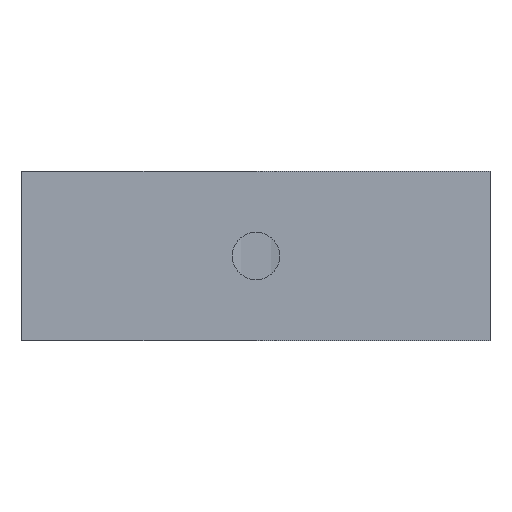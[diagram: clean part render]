
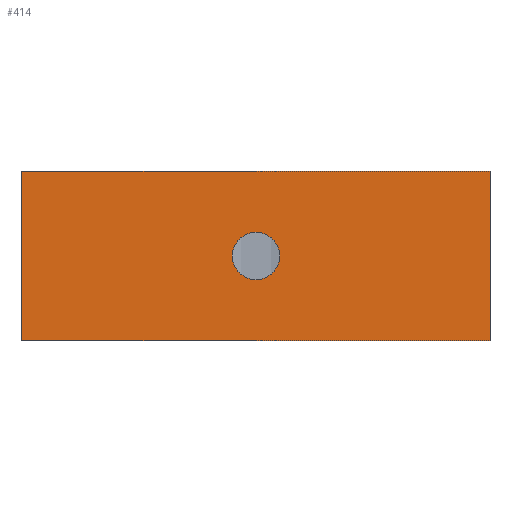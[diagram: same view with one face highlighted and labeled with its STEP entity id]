
A CAD part, front view. The second image highlights one B-rep face of the part: STEP entity #414.
In plain terms, the highlighted planar face has unit normal (0, -1, 0).
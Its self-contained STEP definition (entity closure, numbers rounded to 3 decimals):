
#183 = VERTEX_POINT ( 'NONE', #1381 ) ;
#185 = EDGE_CURVE ( 'NONE', #183, #186, #1380, .T. ) ;
#186 = VERTEX_POINT ( 'NONE', #1375 ) ;
#387 = ORIENTED_EDGE ( 'NONE', *, *, #388, .F. ) ;
#388 = EDGE_CURVE ( 'NONE', #186, #183, #2003, .T. ) ;
#389 = ORIENTED_EDGE ( 'NONE', *, *, #185, .F. ) ;
#390 = EDGE_LOOP ( 'NONE', ( #391, #395, #398, #457 ) ) ;
#391 = ORIENTED_EDGE ( 'NONE', *, *, #392, .T. ) ;
#392 = EDGE_CURVE ( 'NONE', #393, #394, #2058, .T. ) ;
#393 = VERTEX_POINT ( 'NONE', #2054 ) ;
#394 = VERTEX_POINT ( 'NONE', #2053 ) ;
#395 = ORIENTED_EDGE ( 'NONE', *, *, #396, .F. ) ;
#396 = EDGE_CURVE ( 'NONE', #397, #394, #2052, .T. ) ;
#397 = VERTEX_POINT ( 'NONE', #2048 ) ;
#398 = ORIENTED_EDGE ( 'NONE', *, *, #399, .F. ) ;
#399 = EDGE_CURVE ( 'NONE', #400, #397, #2047, .T. ) ;
#400 = VERTEX_POINT ( 'NONE', #2043 ) ;
#414 = ADVANCED_FACE ( 'NONE', ( #2078, #2077 ), #2062, .F. ) ;
#415 = EDGE_LOOP ( 'NONE', ( #387, #389 ) ) ;
#457 = ORIENTED_EDGE ( 'NONE', *, *, #458, .T. ) ;
#458 = EDGE_CURVE ( 'NONE', #400, #393, #2195, .T. ) ;
#1375 = CARTESIAN_POINT ( 'NONE',  ( 38., 0., 0. ) ) ;
#1376 = DIRECTION ( 'NONE',  ( 1., 0., 0. ) ) ;
#1377 = DIRECTION ( 'NONE',  ( 0., -1., 0. ) ) ;
#1378 = CARTESIAN_POINT ( 'NONE',  ( 34.5, 0., 0. ) ) ;
#1379 = AXIS2_PLACEMENT_3D ( 'NONE', #1378, #1377, #1376 ) ;
#1380 = CIRCLE ( 'NONE', #1379, 3.5 ) ;
#1381 = CARTESIAN_POINT ( 'NONE',  ( 31., 0., 0. ) ) ;
#2003 = CIRCLE ( 'NONE', #2061, 3.5 ) ;
#2008 = CARTESIAN_POINT ( 'NONE',  ( 34.5, 0., 0. ) ) ;
#2043 = CARTESIAN_POINT ( 'NONE',  ( 0., 0., 12.5 ) ) ;
#2044 = DIRECTION ( 'NONE',  ( 1., 0., 0. ) ) ;
#2045 = VECTOR ( 'NONE', #2044, 1000. ) ;
#2046 = CARTESIAN_POINT ( 'NONE',  ( 0., 0., 12.5 ) ) ;
#2047 = LINE ( 'NONE', #2046, #2045 ) ;
#2048 = CARTESIAN_POINT ( 'NONE',  ( 69., 0., 12.5 ) ) ;
#2049 = DIRECTION ( 'NONE',  ( 0., 0., -1. ) ) ;
#2050 = VECTOR ( 'NONE', #2049, 1000. ) ;
#2051 = CARTESIAN_POINT ( 'NONE',  ( 69., 0., 12.5 ) ) ;
#2052 = LINE ( 'NONE', #2051, #2050 ) ;
#2053 = CARTESIAN_POINT ( 'NONE',  ( 69., 0., -12.5 ) ) ;
#2054 = CARTESIAN_POINT ( 'NONE',  ( 0., 0., -12.5 ) ) ;
#2055 = DIRECTION ( 'NONE',  ( 1., 0., 0. ) ) ;
#2056 = VECTOR ( 'NONE', #2055, 1000. ) ;
#2057 = CARTESIAN_POINT ( 'NONE',  ( 0., 0., -12.5 ) ) ;
#2058 = LINE ( 'NONE', #2057, #2056 ) ;
#2059 = DIRECTION ( 'NONE',  ( 1., 0., 0. ) ) ;
#2060 = DIRECTION ( 'NONE',  ( 0., -1., 0. ) ) ;
#2061 = AXIS2_PLACEMENT_3D ( 'NONE', #2008, #2060, #2059 ) ;
#2062 = PLANE ( 'NONE',  #2125 ) ;
#2077 = FACE_OUTER_BOUND ( 'NONE', #390, .T. ) ;
#2078 = FACE_BOUND ( 'NONE', #415, .T. ) ;
#2122 = DIRECTION ( 'NONE',  ( -1., 0., 0. ) ) ;
#2123 = DIRECTION ( 'NONE',  ( 0., 1., 0. ) ) ;
#2124 = CARTESIAN_POINT ( 'NONE',  ( 0., 0., 12.5 ) ) ;
#2125 = AXIS2_PLACEMENT_3D ( 'NONE', #2124, #2123, #2122 ) ;
#2192 = DIRECTION ( 'NONE',  ( 0., 0., -1. ) ) ;
#2193 = VECTOR ( 'NONE', #2192, 1000. ) ;
#2194 = CARTESIAN_POINT ( 'NONE',  ( 0., 0., 12.5 ) ) ;
#2195 = LINE ( 'NONE', #2194, #2193 ) ;
